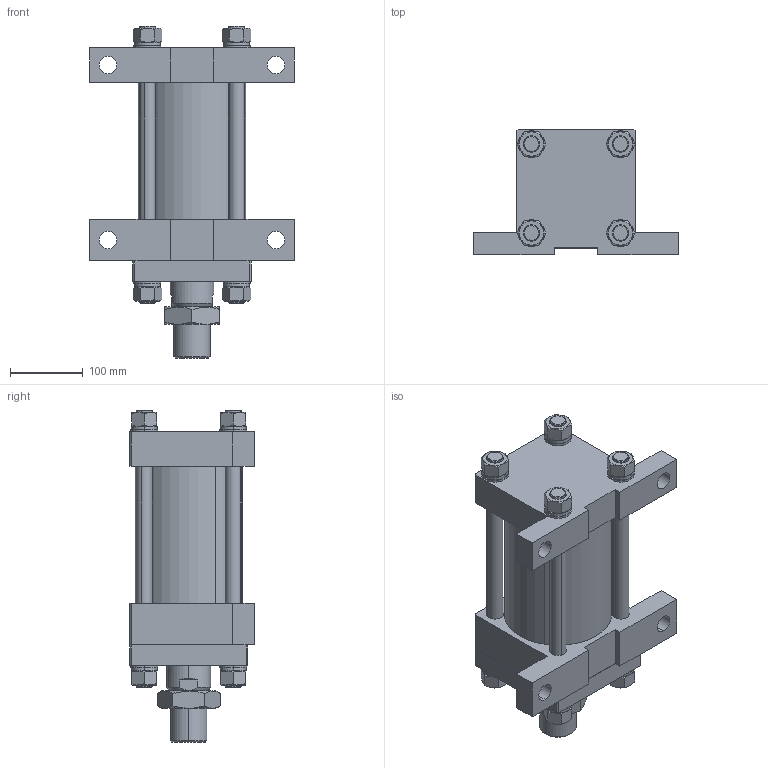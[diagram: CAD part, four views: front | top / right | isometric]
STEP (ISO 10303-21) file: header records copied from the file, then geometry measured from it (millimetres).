
FILE_DESCRIPTION (( 'STEP AP203' ), '1' );
FILE_NAME ('HOB-125-60-100-LA.STEP', '2021-04-27T07:59:37', ( '微软用户' ), ( '微软中国' ), 'SwSTEP 2.0', 'SolidWorks 2012', '' );
FILE_SCHEMA (( 'CONFIG_CONTROL_DESIGN' ));
Length unit declared in the file: millimetre
Products named in the file (12): HOB-125-60-100-LA綴裔; HOB-125-60-100-LA前盖; hex thin nuts-grades ab-chamfered gb_GB_FASTENER_NUT_STNAB  B M48-N; HOB-125-60-100楊擘; HOB-125-60-100-LA; M22^HOB-125-60-100-LA; hex nuts 1-fine pitch-grades ab gb_GB_FASTENER_NUT_SNAB1XY  B M22X1.5-N; single coil lock washers light type gb_GB_FASTENER_WASHER_SSWL 22; plain washers--product grade c gb_GB_FASTENER_WASHER_SMWC 20; HOB-125-60-100活塞杆; HOB-125-60-100嶺裝; HOB-125-60-100掛极
Assembly tree (21 placements, depth 3):
  HOB-125-60-100-LA
    HOB-125-60-100掛极
    HOB-125-60-100-LA綴裔
    HOB-125-60-100-LA前盖
    HOB-125-60-100活塞杆
    HOB-125-60-100嶺裝  x4
    M22^HOB-125-60-100-LA  x8
      single coil lock washers light type gb_GB_FASTENER_WASHER_SSWL 22
      plain washers--product grade c gb_GB_FASTENER_WASHER_SMWC 20
      hex nuts 1-fine pitch-grades ab gb_GB_FASTENER_NUT_SNAB1XY  B M22X1.5-N
    hex thin nuts-grades ab-chamfered gb_GB_FASTENER_NUT_STNAB  B M48-N
    HOB-125-60-100楊擘
Bounding box: 280 x 171 x 455 mm (x, y, z)
Volume: 6672091.9 mm3; surface area: 818545.7 mm2
Topology: 34 solids, 34 shells, 483 faces, 1095 edges, 688 vertices
Faces by surface type: plane 187, cylinder 170, cone 114, torus 12
Entity records: 8545 total; most frequent: CARTESIAN_POINT 1665, DIRECTION 1199, ORIENTED_EDGE 1042, EDGE_CURVE 521, AXIS2_PLACEMENT_3D 472, VERTEX_POINT 328, EDGE_LOOP 277, VECTOR 255
